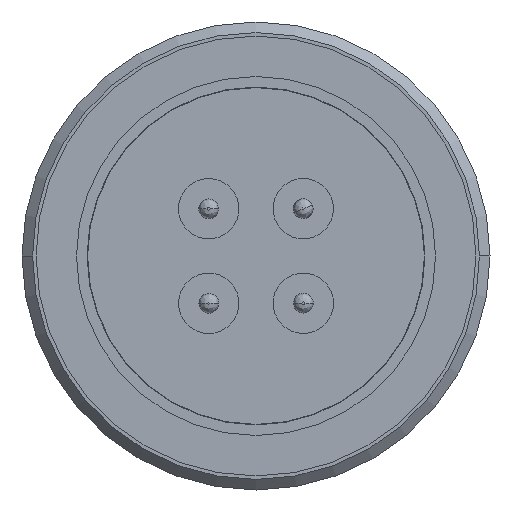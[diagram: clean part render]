
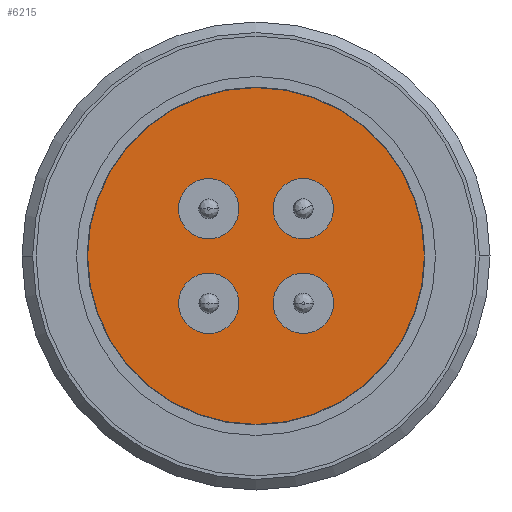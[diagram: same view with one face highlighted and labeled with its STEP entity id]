
A CAD part, front view. The second image highlights one B-rep face of the part: STEP entity #6215.
In plain terms, the highlighted planar face has unit normal (0, -1, 0).
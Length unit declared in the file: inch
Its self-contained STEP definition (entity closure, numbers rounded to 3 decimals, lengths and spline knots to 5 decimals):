
#4 = DIRECTION ( 'NONE',  ( 0., 0., -1. ) ) ;
#5 = DIRECTION ( 'NONE',  ( 0., -1., 0. ) ) ;
#6 = CARTESIAN_POINT ( 'NONE',  ( 0.13442, -1.805, -0.13428 ) ) ;
#60 = DIRECTION ( 'NONE',  ( 0., 1., 0. ) ) ;
#64 = CARTESIAN_POINT ( 'NONE',  ( 0., -1.805, 0. ) ) ;
#67 = PLANE ( 'NONE',  #3980 ) ;
#70 = DIRECTION ( 'NONE',  ( -1., 0., 0. ) ) ;
#402 = CIRCLE ( 'NONE', #3676, 0.08575 ) ;
#408 = CIRCLE ( 'NONE', #3674, 0.08575 ) ;
#414 = CIRCLE ( 'NONE', #3672, 0.08575 ) ;
#420 = CIRCLE ( 'NONE', #3670, 0.08575 ) ;
#425 = CIRCLE ( 'NONE', #3669, 0.4785 ) ;
#533 = CIRCLE ( 'NONE', #3167, 0.08575 ) ;
#535 = CIRCLE ( 'NONE', #3166, 0.08575 ) ;
#536 = CIRCLE ( 'NONE', #3165, 0.4785 ) ;
#610 = CIRCLE ( 'NONE', #3093, 0.08575 ) ;
#614 = CIRCLE ( 'NONE', #3092, 0.08575 ) ;
#667 = DIRECTION ( 'NONE',  ( 0., 0., -1. ) ) ;
#668 = DIRECTION ( 'NONE',  ( 0., -1., 0. ) ) ;
#669 = CARTESIAN_POINT ( 'NONE',  ( 0.13428, -1.805, 0.13442 ) ) ;
#670 = DIRECTION ( 'NONE',  ( 0., 0., -1. ) ) ;
#671 = DIRECTION ( 'NONE',  ( 0., -1., 0. ) ) ;
#672 = CARTESIAN_POINT ( 'NONE',  ( -0.13428, -1.805, -0.13442 ) ) ;
#822 = VERTEX_POINT ( 'NONE', #2213 ) ;
#869 = VERTEX_POINT ( 'NONE', #2180 ) ;
#913 = VERTEX_POINT ( 'NONE', #2160 ) ;
#984 = ORIENTED_EDGE ( 'NONE', *, *, #2978, .F. ) ;
#1013 = ORIENTED_EDGE ( 'NONE', *, *, #2265, .F. ) ;
#1199 = ORIENTED_EDGE ( 'NONE', *, *, #2264, .F. ) ;
#1414 = ORIENTED_EDGE ( 'NONE', *, *, #2970, .F. ) ;
#1416 = ORIENTED_EDGE ( 'NONE', *, *, #2886, .F. ) ;
#1417 = ORIENTED_EDGE ( 'NONE', *, *, #2974, .F. ) ;
#1419 = ORIENTED_EDGE ( 'NONE', *, *, #2887, .F. ) ;
#1421 = ORIENTED_EDGE ( 'NONE', *, *, #2885, .F. ) ;
#1450 = VERTEX_POINT ( 'NONE', #2146 ) ;
#1492 = VERTEX_POINT ( 'NONE', #2112 ) ;
#1610 = VERTEX_POINT ( 'NONE', #2102 ) ;
#1642 = VERTEX_POINT ( 'NONE', #2078 ) ;
#1717 = ORIENTED_EDGE ( 'NONE', *, *, #2982, .F. ) ;
#1750 = ORIENTED_EDGE ( 'NONE', *, *, #2968, .F. ) ;
#2078 = CARTESIAN_POINT ( 'NONE',  ( -0.13428, -1.805, -0.22017 ) ) ;
#2102 = CARTESIAN_POINT ( 'NONE',  ( 0.13428, -1.805, 0.22017 ) ) ;
#2112 = CARTESIAN_POINT ( 'NONE',  ( 0.13442, -1.805, -0.04853 ) ) ;
#2146 = CARTESIAN_POINT ( 'NONE',  ( 0.4785, -1.805, 0. ) ) ;
#2160 = CARTESIAN_POINT ( 'NONE',  ( -0.13428, -1.805, -0.04867 ) ) ;
#2180 = CARTESIAN_POINT ( 'NONE',  ( 0.13442, -1.805, -0.22003 ) ) ;
#2213 = CARTESIAN_POINT ( 'NONE',  ( -0.4785, -1.805, 0. ) ) ;
#2264 = EDGE_CURVE ( 'NONE', #913, #1642, #614, .T. ) ;
#2265 = EDGE_CURVE ( 'NONE', #1610, #4372, #610, .T. ) ;
#2341 = DIRECTION ( 'NONE',  ( 1., 0., 0. ) ) ;
#2342 = DIRECTION ( 'NONE',  ( 0., 1., 0. ) ) ;
#2343 = CARTESIAN_POINT ( 'NONE',  ( 0., -1.805, 0. ) ) ;
#2665 = FACE_BOUND ( 'NONE', #4194, .T. ) ;
#2666 = FACE_BOUND ( 'NONE', #4137, .T. ) ;
#2667 = FACE_OUTER_BOUND ( 'NONE', #4182, .T. ) ;
#2669 = FACE_BOUND ( 'NONE', #4426, .T. ) ;
#2671 = FACE_BOUND ( 'NONE', #4138, .T. ) ;
#2885 = EDGE_CURVE ( 'NONE', #1450, #822, #536, .T. ) ;
#2886 = EDGE_CURVE ( 'NONE', #1492, #869, #535, .T. ) ;
#2887 = EDGE_CURVE ( 'NONE', #4409, #4332, #533, .T. ) ;
#2968 = EDGE_CURVE ( 'NONE', #822, #1450, #425, .T. ) ;
#2970 = EDGE_CURVE ( 'NONE', #869, #1492, #420, .T. ) ;
#2974 = EDGE_CURVE ( 'NONE', #4332, #4409, #414, .T. ) ;
#2978 = EDGE_CURVE ( 'NONE', #1642, #913, #408, .T. ) ;
#2982 = EDGE_CURVE ( 'NONE', #4372, #1610, #402, .T. ) ;
#3092 = AXIS2_PLACEMENT_3D ( 'NONE', #672, #671, #670 ) ;
#3093 = AXIS2_PLACEMENT_3D ( 'NONE', #669, #668, #667 ) ;
#3165 = AXIS2_PLACEMENT_3D ( 'NONE', #5312, #5311, #5310 ) ;
#3166 = AXIS2_PLACEMENT_3D ( 'NONE', #5309, #5308, #5307 ) ;
#3167 = AXIS2_PLACEMENT_3D ( 'NONE', #5306, #5305, #5304 ) ;
#3500 = CARTESIAN_POINT ( 'NONE',  ( -0.13442, -1.805, 0.13428 ) ) ;
#3669 = AXIS2_PLACEMENT_3D ( 'NONE', #2343, #2342, #2341 ) ;
#3670 = AXIS2_PLACEMENT_3D ( 'NONE', #6, #5, #4 ) ;
#3672 = AXIS2_PLACEMENT_3D ( 'NONE', #3500, #5828, #6319 ) ;
#3674 = AXIS2_PLACEMENT_3D ( 'NONE', #3778, #3779, #3780 ) ;
#3676 = AXIS2_PLACEMENT_3D ( 'NONE', #3789, #3790, #3791 ) ;
#3778 = CARTESIAN_POINT ( 'NONE',  ( -0.13428, -1.805, -0.13442 ) ) ;
#3779 = DIRECTION ( 'NONE',  ( 0., -1., 0. ) ) ;
#3780 = DIRECTION ( 'NONE',  ( 0., 0., -1. ) ) ;
#3789 = CARTESIAN_POINT ( 'NONE',  ( 0.13428, -1.805, 0.13442 ) ) ;
#3790 = DIRECTION ( 'NONE',  ( 0., -1., 0. ) ) ;
#3791 = DIRECTION ( 'NONE',  ( 0., 0., -1. ) ) ;
#3980 = AXIS2_PLACEMENT_3D ( 'NONE', #64, #60, #70 ) ;
#4137 = EDGE_LOOP ( 'NONE', ( #984, #1199 ) ) ;
#4138 = EDGE_LOOP ( 'NONE', ( #1414, #1416 ) ) ;
#4182 = EDGE_LOOP ( 'NONE', ( #1421, #1750 ) ) ;
#4194 = EDGE_LOOP ( 'NONE', ( #1417, #1419 ) ) ;
#4332 = VERTEX_POINT ( 'NONE', #5381 ) ;
#4372 = VERTEX_POINT ( 'NONE', #5409 ) ;
#4409 = VERTEX_POINT ( 'NONE', #5444 ) ;
#4426 = EDGE_LOOP ( 'NONE', ( #1717, #1013 ) ) ;
#5304 = DIRECTION ( 'NONE',  ( 0., 0., -1. ) ) ;
#5305 = DIRECTION ( 'NONE',  ( 0., -1., 0. ) ) ;
#5306 = CARTESIAN_POINT ( 'NONE',  ( -0.13442, -1.805, 0.13428 ) ) ;
#5307 = DIRECTION ( 'NONE',  ( 0., 0., -1. ) ) ;
#5308 = DIRECTION ( 'NONE',  ( 0., -1., 0. ) ) ;
#5309 = CARTESIAN_POINT ( 'NONE',  ( 0.13442, -1.805, -0.13428 ) ) ;
#5310 = DIRECTION ( 'NONE',  ( 1., 0., 0. ) ) ;
#5311 = DIRECTION ( 'NONE',  ( 0., 1., 0. ) ) ;
#5312 = CARTESIAN_POINT ( 'NONE',  ( 0., -1.805, 0. ) ) ;
#5381 = CARTESIAN_POINT ( 'NONE',  ( -0.13442, -1.805, 0.04853 ) ) ;
#5409 = CARTESIAN_POINT ( 'NONE',  ( 0.13428, -1.805, 0.04867 ) ) ;
#5444 = CARTESIAN_POINT ( 'NONE',  ( -0.13442, -1.805, 0.22003 ) ) ;
#5828 = DIRECTION ( 'NONE',  ( 0., -1., 0. ) ) ;
#6215 = ADVANCED_FACE ( 'NONE', ( #2671, #2665, #2667, #2666, #2669 ), #67, .F. ) ;
#6319 = DIRECTION ( 'NONE',  ( 0., 0., -1. ) ) ;
